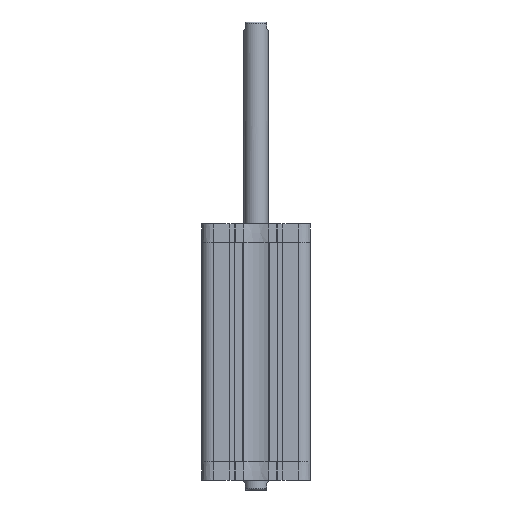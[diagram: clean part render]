
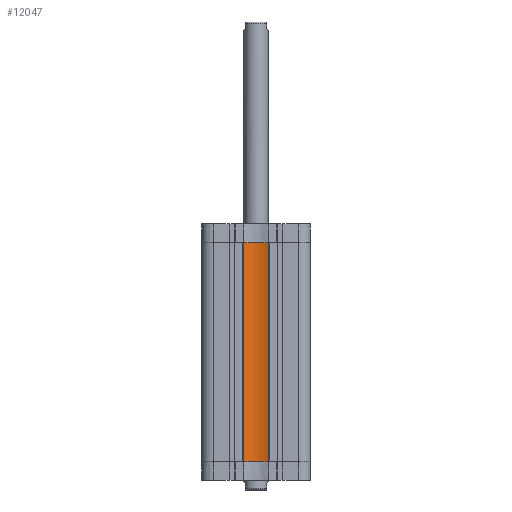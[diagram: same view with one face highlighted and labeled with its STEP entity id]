
A CAD part, front view. The second image highlights one B-rep face of the part: STEP entity #12047.
In plain terms, the highlighted cylindrical face has radius 35 mm (diameter 70 mm), a partial arc.
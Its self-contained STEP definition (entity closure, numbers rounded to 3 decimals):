
#11316=CARTESIAN_POINT('',(13.299,-56.675,-114.0));
#11317=VERTEX_POINT('',#11316);
#11325=CARTESIAN_POINT('',(-13.299,-56.675,-114.0));
#11326=VERTEX_POINT('',#11325);
#11327=CARTESIAN_POINT('',(0.0,-89.05,-114.0));
#11328=DIRECTION('',(0.0,0.0,1.0));
#11329=DIRECTION('',(0.385,0.923,0.0));
#11330=AXIS2_PLACEMENT_3D('',#11327,#11328,#11329);
#11331=CIRCLE('',#11330,35.0);
#11332=EDGE_CURVE('',#11317,#11326,#11331,.T.);
#11996=CARTESIAN_POINT('',(-13.299,-56.675,114.0));
#11997=VERTEX_POINT('',#11996);
#12014=CARTESIAN_POINT('',(-13.299,-56.675,-114.0));
#12015=DIRECTION('',(0.0,0.0,1.0));
#12016=VECTOR('',#12015,228.0);
#12017=LINE('',#12014,#12016);
#12018=EDGE_CURVE('',#11326,#11997,#12017,.T.);
#12023=CARTESIAN_POINT('',(0.0,-89.05,114.0));
#12024=DIRECTION('',(0.0,0.0,-1.0));
#12025=DIRECTION('',(0.385,0.923,0.0));
#12026=AXIS2_PLACEMENT_3D('',#12023,#12024,#12025);
#12027=CYLINDRICAL_SURFACE('',#12026,35.0);
#12028=ORIENTED_EDGE('',*,*,#12018,.F.);
#12029=ORIENTED_EDGE('',*,*,#11332,.F.);
#12030=CARTESIAN_POINT('',(13.299,-56.675,114.0));
#12031=VERTEX_POINT('',#12030);
#12032=CARTESIAN_POINT('',(13.299,-56.675,114.0));
#12033=DIRECTION('',(0.0,0.0,-1.0));
#12034=VECTOR('',#12033,228.0);
#12035=LINE('',#12032,#12034);
#12036=EDGE_CURVE('',#12031,#11317,#12035,.T.);
#12037=ORIENTED_EDGE('',*,*,#12036,.F.);
#12038=CARTESIAN_POINT('',(0.0,-89.05,114.0));
#12039=DIRECTION('',(0.0,0.0,-1.0));
#12040=DIRECTION('',(0.385,0.923,0.0));
#12041=AXIS2_PLACEMENT_3D('',#12038,#12039,#12040);
#12042=CIRCLE('',#12041,35.0);
#12043=EDGE_CURVE('',#11997,#12031,#12042,.T.);
#12044=ORIENTED_EDGE('',*,*,#12043,.F.);
#12045=EDGE_LOOP('',(#12028,#12029,#12037,#12044));
#12046=FACE_OUTER_BOUND('',#12045,.T.);
#12047=ADVANCED_FACE('',(#12046),#12027,.F.);
